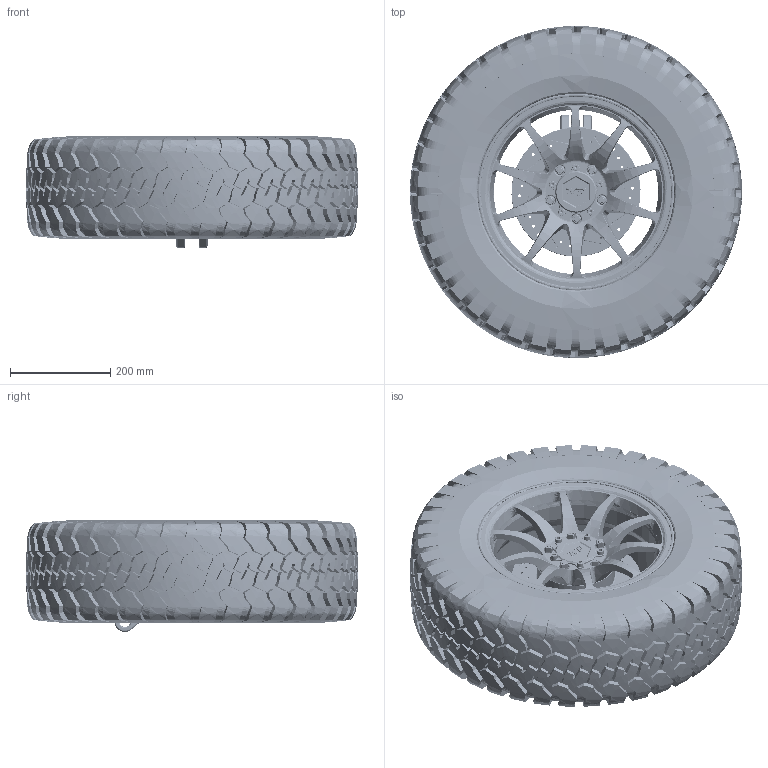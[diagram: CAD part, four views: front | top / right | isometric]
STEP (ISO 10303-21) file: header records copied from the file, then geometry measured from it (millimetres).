
FILE_DESCRIPTION(('FreeCAD Model'),'2;1');
FILE_NAME('Open CASCADE Shape Model','2025-05-04T02:36:43',('FreeCAD'),( 'FreeCAD'),'Open CASCADE STEP processor 7.6','FreeCAD','Unknown');
FILE_SCHEMA(('AUTOMOTIVE_DESIGN { 1 0 10303 214 1 1 1 1 }'));
Products named in the file (1): Open CASCADE STEP translator 7.6 1
Bounding box: 662.12 x 662.12 x 223.15 mm (x, y, z)
Volume: 13697565.8 mm3; surface area: 2982963.8 mm2
Topology: 58 solids, 58 shells, 8371 faces, 21984 edges, 13772 vertices
Faces by surface type: bspline 8371
Entity records: 528956 total; most frequent: CARTESIAN_POINT 405796, ORIENTED_EDGE 43796, EDGE_CURVE 21898, B_SPLINE_CURVE_WITH_KNOTS 14266, VERTEX_POINT 13772, FACE_BOUND 8806, EDGE_LOOP 8806, ADVANCED_FACE 8371
